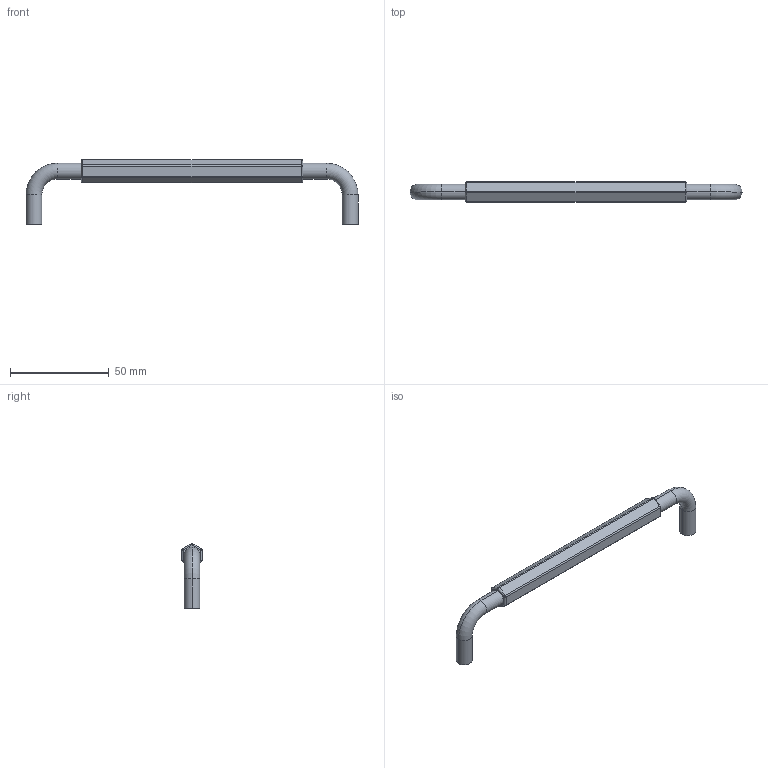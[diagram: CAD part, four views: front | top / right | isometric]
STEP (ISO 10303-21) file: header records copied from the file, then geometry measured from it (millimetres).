
FILE_DESCRIPTION(('Creo Elements/Direct Modeling STEP Export'),'2;1');
FILE_NAME('2482_168.stp','2019-09-27T10:44:31',(''),(''),'Creo Elements/Direct Modeling STEP processor for AP214 (Solid Model)','Creo Elements/Direct Modeling 20.0 12-Nov-2016 (C) Parametric Technology GmbH','');
FILE_SCHEMA(('AUTOMOTIVE_DESIGN { 1 0 10303 214 1 1 1 1 }'));
Length unit declared in the file: millimetre
Products named in the file (2): ZN-10841
Assembly tree (1 placements, depth 2):
  ZN-10841
    ZN-10841
Bounding box: 168 x 10.39 x 32.88 mm (x, y, z)
Volume: 14867.8 mm3; surface area: 6641.7 mm2
Topology: 1 solids, 1 shells, 70 faces, 152 edges, 74 vertices
Faces by surface type: cylinder 34, plane 12, sphere 12, cone 8, torus 4
Entity records: 1743 total; most frequent: DIRECTION 320, ORIENTED_EDGE 272, CARTESIAN_POINT 264, EDGE_CURVE 136, AXIS2_PLACEMENT_3D 130, EDGE_LOOP 76, VERTEX_POINT 74, FACE_OUTER_BOUND 70
